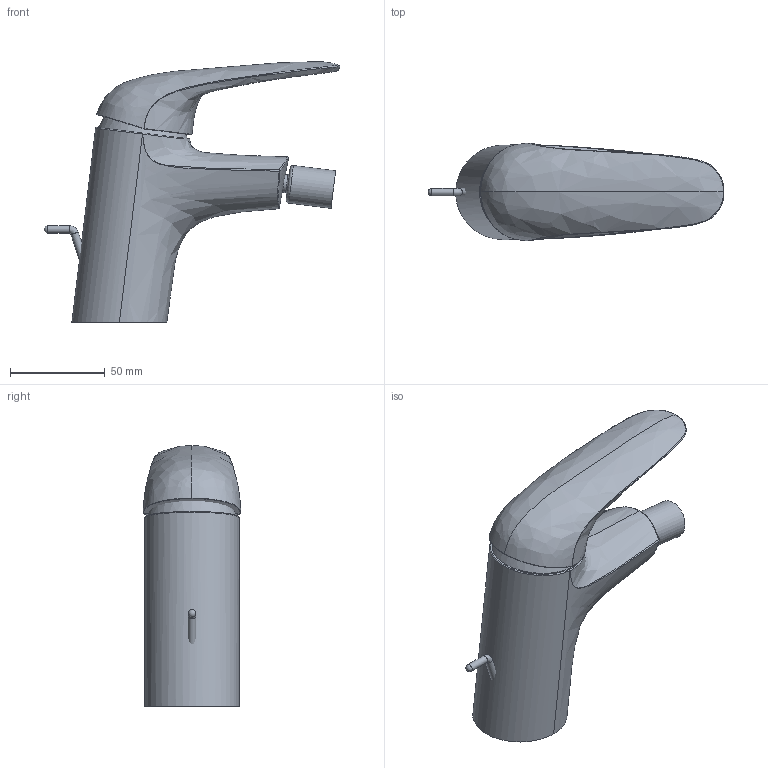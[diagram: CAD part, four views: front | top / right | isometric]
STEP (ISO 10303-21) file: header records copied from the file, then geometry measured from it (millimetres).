
FILE_DESCRIPTION(/* description */ ('Unknown'),/* implementation_level */ '2;1');
FILE_NAME(/* name */ '32288001',/* time_stamp */ '2022-09-09T07:16:39+02:00',/* author */ ('Unknown'),/* organization */ ('GROHE AG'),/* preprocessor_version */ 'ST-DEVELOPER v16.7',/* originating_system */ 'DEX',/* authorisation */ $);
FILE_SCHEMA (('AUTOMOTIVE_DESIGN {1 0 10303 214 3 1 1}'));
Length unit declared in the file: millimetre
Products named in the file (6): 32288001; 32288001_0; 32288001_1; 32288001_2; 32288001_3
Assembly tree (5 placements, depth 2):
  32288001
    32288001
    32288001_0
    32288001_1
    32288001_2
    32288001_3
Bounding box: 156.62 x 51.76 x 137.91 mm (x, y, z)
Volume: 337145.3 mm3; surface area: 52808 mm2
Topology: 5 solids, 7 shells, 147 faces, 332 edges, 208 vertices
Faces by surface type: bspline 57, plane 35, cylinder 32, torus 12, cone 7, sphere 4
Full cylindrical faces by diameter (mm): 4 x2, 4.917 x2, 9.5 x1, 11.45 x2, 14.7 x1, 17 x1, 17.2 x1, 17.575 x5, 18.6 x2, 20 x1, 30 x1, 40 x1, 43.1 x1, 45.8 x2
Entity records: 8130 total; most frequent: CARTESIAN_POINT 4811, ORIENTED_EDGE 518, DIRECTION 422, EDGE_CURVE 259, EDGE_LOOP 193, FACE_BOUND 193, AXIS2_PLACEMENT_3D 189, VERTEX_POINT 180
